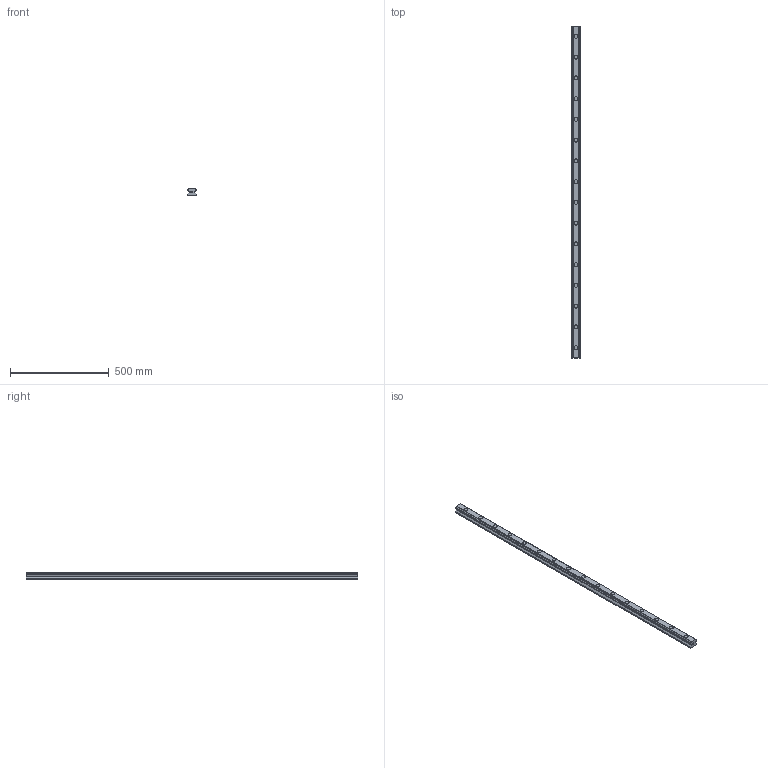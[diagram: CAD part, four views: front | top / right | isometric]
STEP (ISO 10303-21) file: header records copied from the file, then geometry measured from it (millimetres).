
FILE_DESCRIPTION(('STEP AP214'),'1');
FILE_NAME('cctmp_525B0F3A-2D0D-46D0-B5AF-AD87223D85D3_2020_10_29_11_9_2_657..stp','2020-10-29T10:09:02',('HIWIN GmbH'),('CADClick - www.CADClick.com'),'Spatial InterOp 3D',' ','unknown authorization');
FILE_SCHEMA(('AUTOMOTIVE_DESIGN'));
Length unit declared in the file: millimetre
Products named in the file (1): HGR45R1680H_FILE
Bounding box: 45 x 1680 x 38 mm (x, y, z)
Volume: 2259925.3 mm3; surface area: 327065.7 mm2
Topology: 1 solids, 1 shells, 241 faces, 561 edges, 374 vertices
Faces by surface type: plane 141, cylinder 100
Entity records: 8867 total; most frequent: DIRECTION 1245, CARTESIAN_POINT 1177, ORIENTED_EDGE 1122, EDGE_CURVE 561, AXIS2_PLACEMENT_3D 442, VERTEX_POINT 374, LINE 361, VECTOR 361
